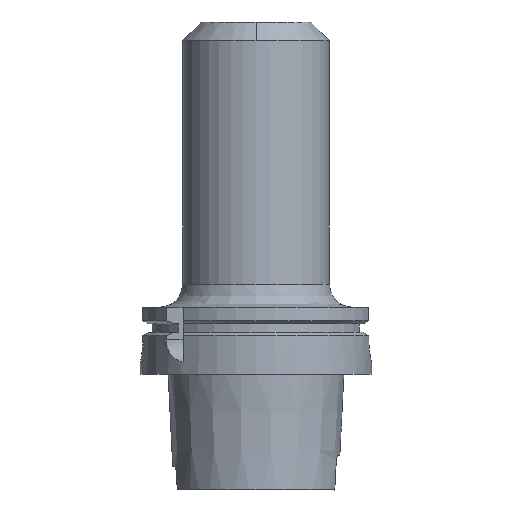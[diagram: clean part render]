
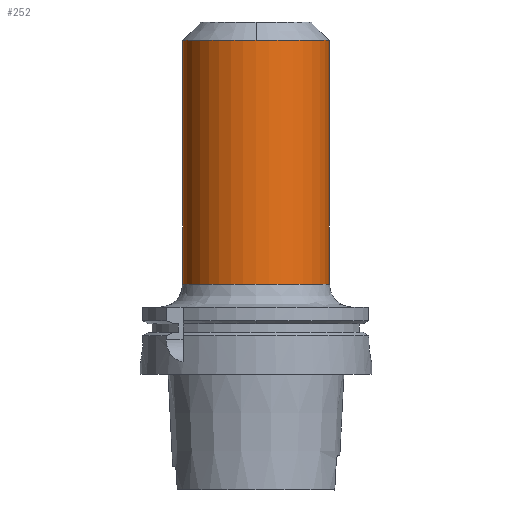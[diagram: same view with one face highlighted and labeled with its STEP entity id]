
A CAD part, front view. The second image highlights one B-rep face of the part: STEP entity #252.
In plain terms, the highlighted cylindrical face has radius 31.75 mm (diameter 63.5 mm), a partial arc.
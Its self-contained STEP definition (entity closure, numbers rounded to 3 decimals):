
#145 = DIRECTION ( 'NONE',  ( 0., 0., -1. ) ) ;
#152 = ORIENTED_EDGE ( 'NONE', *, *, #517, .F. ) ;
#184 = VECTOR ( 'NONE', #3080, 1000. ) ;
#252 = ADVANCED_FACE ( 'NONE', ( #639 ), #3061, .T. ) ;
#282 = ORIENTED_EDGE ( 'NONE', *, *, #2668, .T. ) ;
#333 = AXIS2_PLACEMENT_3D ( 'NONE', #2267, #824, #2506 ) ;
#463 = AXIS2_PLACEMENT_3D ( 'NONE', #1012, #2304, #2600 ) ;
#468 = ORIENTED_EDGE ( 'NONE', *, *, #2501, .F. ) ;
#469 = CARTESIAN_POINT ( 'NONE',  ( 0., 0., 144.475 ) ) ;
#508 = CARTESIAN_POINT ( 'NONE',  ( -31.75, 0., 144.475 ) ) ;
#517 = EDGE_CURVE ( 'NONE', #2220, #1940, #765, .T. ) ;
#583 = CARTESIAN_POINT ( 'NONE',  ( -31.75, 0., 39. ) ) ;
#639 = FACE_OUTER_BOUND ( 'NONE', #2087, .T. ) ;
#646 = EDGE_CURVE ( 'NONE', #1940, #3096, #683, .T. ) ;
#648 = DIRECTION ( 'NONE',  ( -1., 0., 0. ) ) ;
#683 = LINE ( 'NONE', #2313, #2457 ) ;
#701 = DIRECTION ( 'NONE',  ( 0., 0., -1. ) ) ;
#704 = CIRCLE ( 'NONE', #1722, 31.75 ) ;
#719 = CARTESIAN_POINT ( 'NONE',  ( -31.75, 0., 144.475 ) ) ;
#765 = CIRCLE ( 'NONE', #333, 31.75 ) ;
#790 = CARTESIAN_POINT ( 'NONE',  ( 31.75, 0., 39. ) ) ;
#818 = LINE ( 'NONE', #719, #184 ) ;
#824 = DIRECTION ( 'NONE',  ( 0., 0., 1. ) ) ;
#979 = ORIENTED_EDGE ( 'NONE', *, *, #2428, .T. ) ;
#1012 = CARTESIAN_POINT ( 'NONE',  ( 0., 0., 39. ) ) ;
#1031 = AXIS2_PLACEMENT_3D ( 'NONE', #469, #701, #2889 ) ;
#1116 = ORIENTED_EDGE ( 'NONE', *, *, #646, .F. ) ;
#1183 = CARTESIAN_POINT ( 'NONE',  ( 31.75, 0., 144.475 ) ) ;
#1293 = VERTEX_POINT ( 'NONE', #583 ) ;
#1627 = VERTEX_POINT ( 'NONE', #508 ) ;
#1722 = AXIS2_PLACEMENT_3D ( 'NONE', #2036, #1829, #648 ) ;
#1829 = DIRECTION ( 'NONE',  ( 0., 0., 1. ) ) ;
#1940 = VERTEX_POINT ( 'NONE', #1183 ) ;
#2036 = CARTESIAN_POINT ( 'NONE',  ( 0., 0., 144.475 ) ) ;
#2087 = EDGE_LOOP ( 'NONE', ( #1116, #152, #468, #282, #979 ) ) ;
#2220 = VERTEX_POINT ( 'NONE', #2730 ) ;
#2267 = CARTESIAN_POINT ( 'NONE',  ( 0., 0., 144.475 ) ) ;
#2304 = DIRECTION ( 'NONE',  ( 0., 0., 1. ) ) ;
#2313 = CARTESIAN_POINT ( 'NONE',  ( 31.75, 0., 144.475 ) ) ;
#2428 = EDGE_CURVE ( 'NONE', #1293, #3096, #2546, .T. ) ;
#2457 = VECTOR ( 'NONE', #145, 1000. ) ;
#2501 = EDGE_CURVE ( 'NONE', #1627, #2220, #704, .T. ) ;
#2506 = DIRECTION ( 'NONE',  ( -1., 0., 0. ) ) ;
#2546 = CIRCLE ( 'NONE', #463, 31.75 ) ;
#2600 = DIRECTION ( 'NONE',  ( 1., 0., 0. ) ) ;
#2668 = EDGE_CURVE ( 'NONE', #1627, #1293, #818, .T. ) ;
#2730 = CARTESIAN_POINT ( 'NONE',  ( 0., -31.75, 144.475 ) ) ;
#2889 = DIRECTION ( 'NONE',  ( -1., 0., 0. ) ) ;
#3061 = CYLINDRICAL_SURFACE ( 'NONE', #1031, 31.75 ) ;
#3080 = DIRECTION ( 'NONE',  ( 0., 0., -1. ) ) ;
#3096 = VERTEX_POINT ( 'NONE', #790 ) ;
